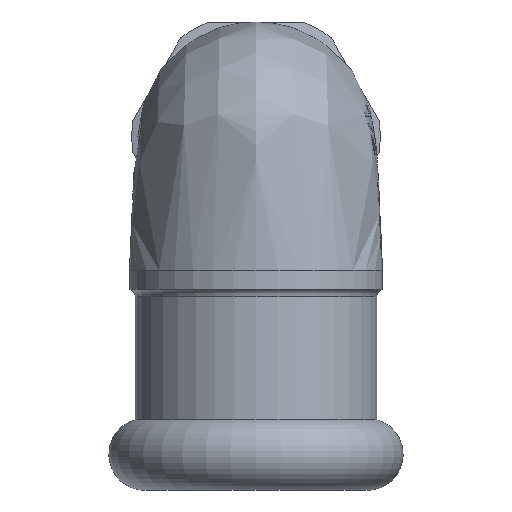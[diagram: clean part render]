
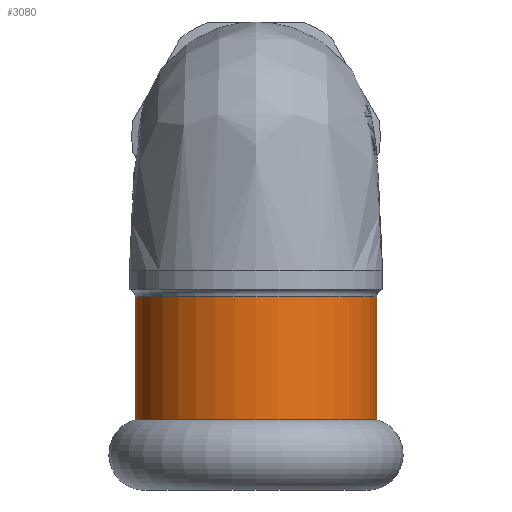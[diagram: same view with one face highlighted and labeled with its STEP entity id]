
A CAD part, front view. The second image highlights one B-rep face of the part: STEP entity #3080.
In plain terms, the highlighted cylindrical face has radius 12.65 mm (diameter 25.3 mm), a full revolution.
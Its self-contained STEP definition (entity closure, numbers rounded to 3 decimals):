
#607=FACE_OUTER_BOUND('',#794,.T.);
#794=EDGE_LOOP('',(#2810,#2811,#2812,#2813,#2814,#2815));
#943=LINE('',#8120,#1082);
#1082=VECTOR('',#3711,12.65);
#1099=CIRCLE('',#3128,12.65);
#1100=CIRCLE('',#3129,12.65);
#1105=CIRCLE('',#3134,12.65);
#1145=CIRCLE('',#3255,12.65);
#1174=VERTEX_POINT('',#3801);
#1175=VERTEX_POINT('',#3802);
#1176=VERTEX_POINT('',#3804);
#1466=VERTEX_POINT('',#8112);
#1492=EDGE_CURVE('',#1174,#1175,#1099,.T.);
#1493=EDGE_CURVE('',#1176,#1174,#1100,.T.);
#1498=EDGE_CURVE('',#1175,#1176,#1105,.T.);
#1927=EDGE_CURVE('',#1466,#1466,#1145,.T.);
#1931=EDGE_CURVE('',#1466,#1175,#943,.T.);
#2810=ORIENTED_EDGE('',*,*,#1927,.F.);
#2811=ORIENTED_EDGE('',*,*,#1931,.T.);
#2812=ORIENTED_EDGE('',*,*,#1498,.T.);
#2813=ORIENTED_EDGE('',*,*,#1493,.T.);
#2814=ORIENTED_EDGE('',*,*,#1492,.T.);
#2815=ORIENTED_EDGE('',*,*,#1931,.F.);
#2914=CYLINDRICAL_SURFACE('',#3259,12.65);
#3080=ADVANCED_FACE('',(#607),#2914,.T.);
#3128=AXIS2_PLACEMENT_3D('',#3803,#3317,#3318);
#3129=AXIS2_PLACEMENT_3D('',#3805,#3319,#3320);
#3134=AXIS2_PLACEMENT_3D('',#3813,#3329,#3330);
#3255=AXIS2_PLACEMENT_3D('',#8113,#3701,#3702);
#3259=AXIS2_PLACEMENT_3D('',#8119,#3709,#3710);
#3317=DIRECTION('center_axis',(0.,0.,1.));
#3318=DIRECTION('ref_axis',(0.,-1.,0.));
#3319=DIRECTION('center_axis',(0.,0.,1.));
#3320=DIRECTION('ref_axis',(0.,-1.,0.));
#3329=DIRECTION('center_axis',(0.,0.,1.));
#3330=DIRECTION('ref_axis',(0.,-1.,0.));
#3701=DIRECTION('center_axis',(0.,0.,
1.));
#3702=DIRECTION('ref_axis',(0.,-1.,0.));
#3709=DIRECTION('center_axis',(0.,0.,1.));
#3710=DIRECTION('ref_axis',(0.,-1.,0.));
#3711=DIRECTION('',(0.,0.,-1.));
#3801=CARTESIAN_POINT('',(0.,-12.65,-29.645));
#3802=CARTESIAN_POINT('',(0.,12.65,-29.645));
#3803=CARTESIAN_POINT('Origin',(0.,0.,-29.645));
#3804=CARTESIAN_POINT('',(-12.65,0.,-29.645));
#3805=CARTESIAN_POINT('Origin',(0.,0.,-29.645));
#3813=CARTESIAN_POINT('Origin',(0.,0.,-29.645));
#8112=CARTESIAN_POINT('',(0.,12.65,-16.775));
#8113=CARTESIAN_POINT('Origin',(0.,0.,
-16.775));
#8119=CARTESIAN_POINT('Origin',(0.,0.,-22.823));
#8120=CARTESIAN_POINT('',(0.,12.65,-22.823));
